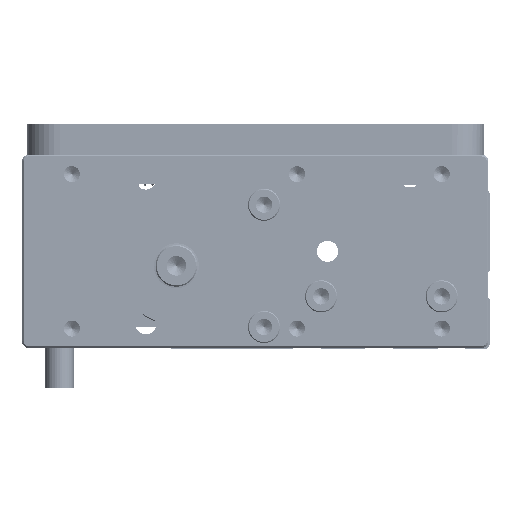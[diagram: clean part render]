
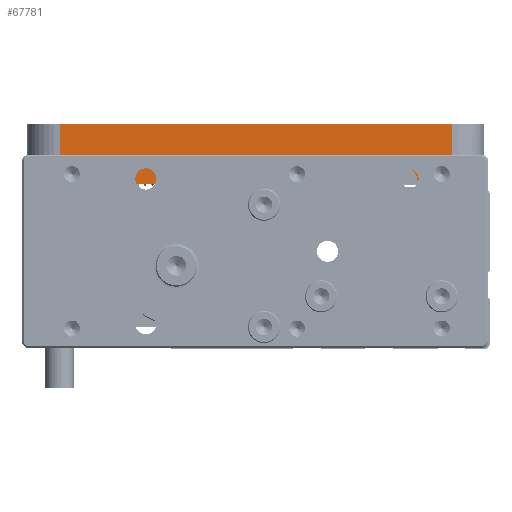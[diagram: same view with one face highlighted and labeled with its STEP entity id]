
A CAD part, left-side view. The second image highlights one B-rep face of the part: STEP entity #67781.
In plain terms, the highlighted face is planar.
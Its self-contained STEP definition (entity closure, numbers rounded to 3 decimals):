
#1901 = VERTEX_POINT ( 'NONE', #103266 ) ;
#2845 = DIRECTION ( 'NONE',  ( 0., 1., 0. ) ) ;
#2987 = CARTESIAN_POINT ( 'NONE',  ( 75.5, -101., 23. ) ) ;
#3043 = VERTEX_POINT ( 'NONE', #45477 ) ;
#4552 = VERTEX_POINT ( 'NONE', #4696 ) ;
#4696 = CARTESIAN_POINT ( 'NONE',  ( 75.5, -101., 23. ) ) ;
#6606 = VECTOR ( 'NONE', #53775, 1000. ) ;
#7202 = CARTESIAN_POINT ( 'NONE',  ( 75.5, 19.5, 0. ) ) ;
#8712 = PLANE ( 'NONE',  #71731 ) ;
#9827 = DIRECTION ( 'NONE',  ( 0., 1., 0. ) ) ;
#11204 = VERTEX_POINT ( 'NONE', #41906 ) ;
#11475 = ORIENTED_EDGE ( 'NONE', *, *, #46397, .F. ) ;
#12675 = LINE ( 'NONE', #99687, #45740 ) ;
#13510 = LINE ( 'NONE', #42848, #16309 ) ;
#14905 = CARTESIAN_POINT ( 'NONE',  ( 75.5, -101., 19. ) ) ;
#16309 = VECTOR ( 'NONE', #52786, 1000. ) ;
#16920 = EDGE_LOOP ( 'NONE', ( #22432, #71832, #80896, #11475, #41256, #115892, #33982, #60387, #110428, #44417, #74359, #73393 ) ) ;
#17009 = VERTEX_POINT ( 'NONE', #88454 ) ;
#19684 = CARTESIAN_POINT ( 'NONE',  ( 75.5, 29.5, 19. ) ) ;
#20627 = EDGE_CURVE ( 'NONE', #48521, #1901, #29406, .T. ) ;
#20992 = LINE ( 'NONE', #94393, #66687 ) ;
#22130 = LINE ( 'NONE', #19684, #80905 ) ;
#22432 = ORIENTED_EDGE ( 'NONE', *, *, #92958, .F. ) ;
#22471 = VERTEX_POINT ( 'NONE', #95443 ) ;
#22935 = VERTEX_POINT ( 'NONE', #91287 ) ;
#24875 = LINE ( 'NONE', #89494, #66641 ) ;
#26024 = VERTEX_POINT ( 'NONE', #14905 ) ;
#26039 = VECTOR ( 'NONE', #28170, 1000. ) ;
#27545 = EDGE_CURVE ( 'NONE', #1901, #22471, #106405, .T. ) ;
#27827 = CARTESIAN_POINT ( 'NONE',  ( 75.5, -84., 19. ) ) ;
#27989 = EDGE_CURVE ( 'NONE', #4552, #26024, #108697, .T. ) ;
#28170 = DIRECTION ( 'NONE',  ( 0., 0., -1. ) ) ;
#29406 = LINE ( 'NONE', #55566, #26039 ) ;
#31129 = CARTESIAN_POINT ( 'NONE',  ( 75.5, 0., 23. ) ) ;
#33982 = ORIENTED_EDGE ( 'NONE', *, *, #97855, .T. ) ;
#34816 = DIRECTION ( 'NONE',  ( 0., 0., 1. ) ) ;
#35616 = VECTOR ( 'NONE', #72339, 1000. ) ;
#38908 = VERTEX_POINT ( 'NONE', #68922 ) ;
#41098 = LINE ( 'NONE', #31129, #119956 ) ;
#41256 = ORIENTED_EDGE ( 'NONE', *, *, #66263, .T. ) ;
#41621 = DIRECTION ( 'NONE',  ( 0., 0., -1. ) ) ;
#41906 = CARTESIAN_POINT ( 'NONE',  ( 75.5, -102.5, 0. ) ) ;
#42848 = CARTESIAN_POINT ( 'NONE',  ( 75.5, 29.5, 19. ) ) ;
#43818 = CARTESIAN_POINT ( 'NONE',  ( 75.5, -51.3, 18.5 ) ) ;
#43998 = EDGE_CURVE ( 'NONE', #80436, #48521, #13510, .T. ) ;
#44417 = ORIENTED_EDGE ( 'NONE', *, *, #27545, .F. ) ;
#44658 = DIRECTION ( 'NONE',  ( 0., -1., 0. ) ) ;
#45050 = LINE ( 'NONE', #72953, #35616 ) ;
#45477 = CARTESIAN_POINT ( 'NONE',  ( 75.5, 19.5, 18.5 ) ) ;
#45740 = VECTOR ( 'NONE', #81053, 1000. ) ;
#46397 = EDGE_CURVE ( 'NONE', #17009, #4552, #41098, .T. ) ;
#46708 = CARTESIAN_POINT ( 'NONE',  ( 75.5, 29.5, 19. ) ) ;
#47132 = DIRECTION ( 'NONE',  ( 1., 0., 0. ) ) ;
#47422 = CARTESIAN_POINT ( 'NONE',  ( 75.5, -55.3, 15.5 ) ) ;
#48521 = VERTEX_POINT ( 'NONE', #63315 ) ;
#48667 = EDGE_CURVE ( 'NONE', #11204, #82588, #20992, .T. ) ;
#52786 = DIRECTION ( 'NONE',  ( 0., 1., 0. ) ) ;
#53775 = DIRECTION ( 'NONE',  ( 0., 1., 0. ) ) ;
#55566 = CARTESIAN_POINT ( 'NONE',  ( 75.5, -55.3, 20.8 ) ) ;
#59532 = EDGE_CURVE ( 'NONE', #22935, #3043, #67181, .T. ) ;
#60387 = ORIENTED_EDGE ( 'NONE', *, *, #59532, .F. ) ;
#63315 = CARTESIAN_POINT ( 'NONE',  ( 75.5, -55.3, 19. ) ) ;
#65319 = EDGE_CURVE ( 'NONE', #22471, #22935, #45050, .T. ) ;
#66263 = EDGE_CURVE ( 'NONE', #17009, #11204, #12675, .T. ) ;
#66641 = VECTOR ( 'NONE', #34816, 1000. ) ;
#66687 = VECTOR ( 'NONE', #9827, 1000. ) ;
#67181 = LINE ( 'NONE', #43818, #6606 ) ;
#67781 = ADVANCED_FACE ( 'NONE', ( #100770 ), #8712, .F. ) ;
#68922 = CARTESIAN_POINT ( 'NONE',  ( 75.5, -92., 19. ) ) ;
#69976 = CIRCLE ( 'NONE', #77876, 8. ) ;
#71731 = AXIS2_PLACEMENT_3D ( 'NONE', #46708, #83938, #121893 ) ;
#71832 = ORIENTED_EDGE ( 'NONE', *, *, #119259, .F. ) ;
#72339 = DIRECTION ( 'NONE',  ( 0., 0., 1. ) ) ;
#72953 = CARTESIAN_POINT ( 'NONE',  ( 75.5, -51.3, 20.8 ) ) ;
#73393 = ORIENTED_EDGE ( 'NONE', *, *, #43998, .F. ) ;
#74359 = ORIENTED_EDGE ( 'NONE', *, *, #20627, .F. ) ;
#77876 = AXIS2_PLACEMENT_3D ( 'NONE', #27827, #47132, #44658 ) ;
#80436 = VERTEX_POINT ( 'NONE', #85777 ) ;
#80896 = ORIENTED_EDGE ( 'NONE', *, *, #27989, .F. ) ;
#80905 = VECTOR ( 'NONE', #2845, 1000. ) ;
#81053 = DIRECTION ( 'NONE',  ( 0., 0., -1. ) ) ;
#82588 = VERTEX_POINT ( 'NONE', #7202 ) ;
#83938 = DIRECTION ( 'NONE',  ( -1., 0., 0. ) ) ;
#85777 = CARTESIAN_POINT ( 'NONE',  ( 75.5, -76., 19. ) ) ;
#88454 = CARTESIAN_POINT ( 'NONE',  ( 75.5, -102.5, 23. ) ) ;
#89494 = CARTESIAN_POINT ( 'NONE',  ( 75.5, 19.5, 19. ) ) ;
#91287 = CARTESIAN_POINT ( 'NONE',  ( 75.5, -51.3, 18.5 ) ) ;
#92958 = EDGE_CURVE ( 'NONE', #38908, #80436, #69976, .T. ) ;
#94393 = CARTESIAN_POINT ( 'NONE',  ( 75.5, 29.5, 0. ) ) ;
#95443 = CARTESIAN_POINT ( 'NONE',  ( 75.5, -51.3, 15.5 ) ) ;
#97560 = DIRECTION ( 'NONE',  ( 0., 1., 0. ) ) ;
#97855 = EDGE_CURVE ( 'NONE', #82588, #3043, #24875, .T. ) ;
#99687 = CARTESIAN_POINT ( 'NONE',  ( 75.5, -102.5, 19. ) ) ;
#100770 = FACE_OUTER_BOUND ( 'NONE', #16920, .T. ) ;
#103266 = CARTESIAN_POINT ( 'NONE',  ( 75.5, -55.3, 15.5 ) ) ;
#106405 = LINE ( 'NONE', #47422, #109809 ) ;
#108697 = LINE ( 'NONE', #2987, #115327 ) ;
#109809 = VECTOR ( 'NONE', #113912, 1000. ) ;
#110428 = ORIENTED_EDGE ( 'NONE', *, *, #65319, .F. ) ;
#113912 = DIRECTION ( 'NONE',  ( 0., 1., 0. ) ) ;
#115327 = VECTOR ( 'NONE', #41621, 1000. ) ;
#115892 = ORIENTED_EDGE ( 'NONE', *, *, #48667, .T. ) ;
#119259 = EDGE_CURVE ( 'NONE', #26024, #38908, #22130, .T. ) ;
#119956 = VECTOR ( 'NONE', #97560, 1000. ) ;
#121893 = DIRECTION ( 'NONE',  ( 0., -1., 0. ) ) ;
